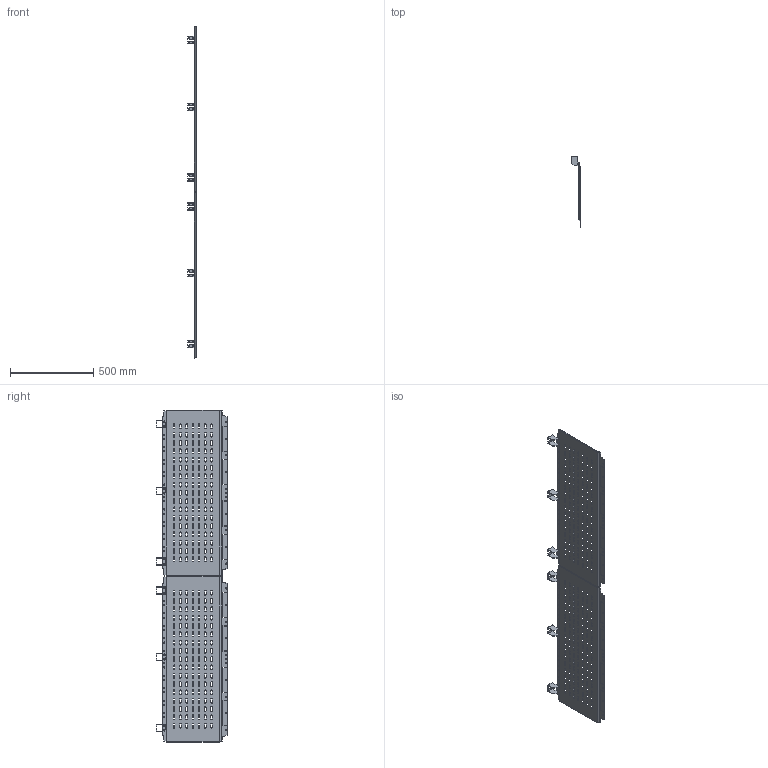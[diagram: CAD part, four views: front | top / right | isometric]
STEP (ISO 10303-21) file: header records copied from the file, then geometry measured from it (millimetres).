
FILE_DESCRIPTION (( 'STEP AP203' ), '1' );
FILE_NAME ('FO-00-SWB-040-200 FORMAT Ïåðåãîðîäêà ñåêö. âñòð. îòñåêà 400õ2000 IEK.STEP', '2024-07-25T13:09:42', ( '' ), ( '' ), 'SwSTEP 2.0', 'SolidWorks 2022', '' );
FILE_SCHEMA (( 'CONFIG_CONTROL_DESIGN' ));
Products named in the file (1): FO-00-SWB-040-200 FORMAT Перегородка секц. встр. отсека 400х2000 IEK
Bounding box: 53.5 x 428.5 x 1996.2 mm (x, y, z)
Volume: 1175468.5 mm3; surface area: 1589062.2 mm2
Topology: 14 solids, 14 shells, 1998 faces, 5826 edges, 3868 vertices
Faces by surface type: plane 1148, cylinder 802, cone 24, torus 24
Entity records: 67945 total; most frequent: CARTESIAN_POINT 11693, ORIENTED_EDGE 11652, DIRECTION 11500, EDGE_CURVE 5826, VECTOR 4150, LINE 4150, VERTEX_POINT 3868, AXIS2_PLACEMENT_3D 3675
